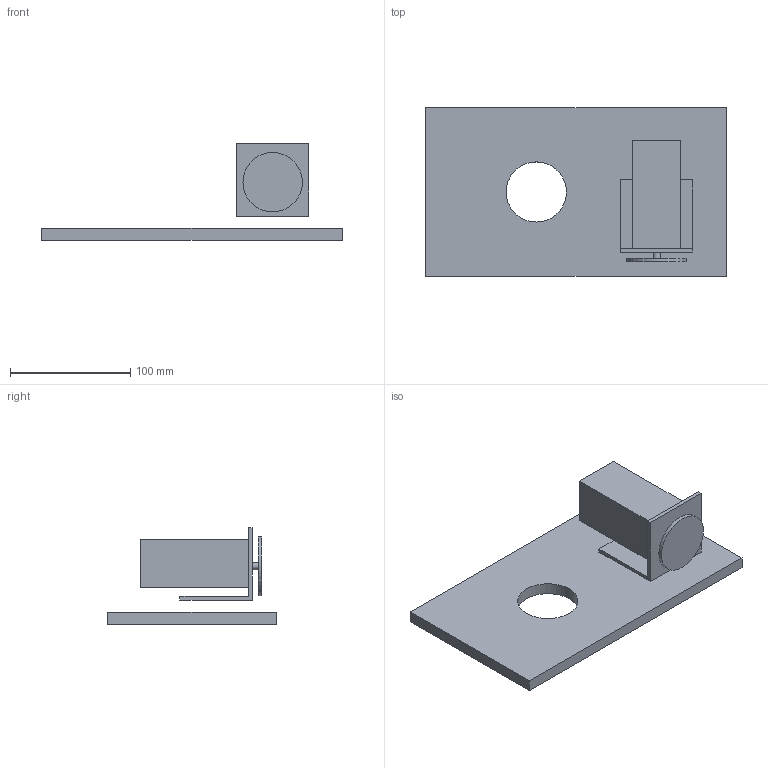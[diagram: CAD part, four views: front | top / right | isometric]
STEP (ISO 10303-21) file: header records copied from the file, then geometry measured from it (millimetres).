
FILE_DESCRIPTION(('FreeCAD Model'),'2;1');
FILE_NAME('sm_table.step', '2014-03-07T15:19:32',('FreeCAD'),('FreeCAD'), 'Open CASCADE STEP processor 6.5','FreeCAD','Unknown');
FILE_SCHEMA(('AUTOMOTIVE_DESIGN_CC2 { 1 2 10303 214 -1 1 5 4 }'));
Length unit declared in the file: millimetre
Products named in the file (2): Pad; Pad004
Bounding box: 250 x 140 x 80 mm (x, y, z)
Volume: 501305.7 mm3; surface area: 109274.8 mm2
Topology: 2 solids, 2 shells, 24 faces, 51 edges, 34 vertices
Faces by surface type: plane 21, cylinder 3
Full cylindrical faces by diameter (mm): 6 x1, 49.354 x1, 50 x1
Entity records: 1359 total; most frequent: CARTESIAN_POINT 236, DIRECTION 205, LINE 141, VECTOR 141, ORIENTED_EDGE 102, PCURVE 102, DEFINITIONAL_REPRESENTATION 102, EDGE_CURVE 51
